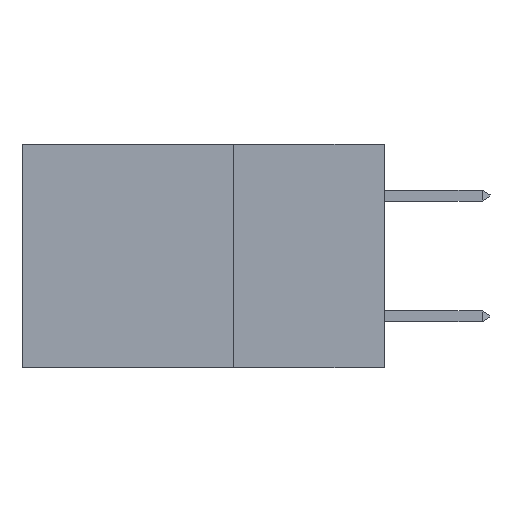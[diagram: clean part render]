
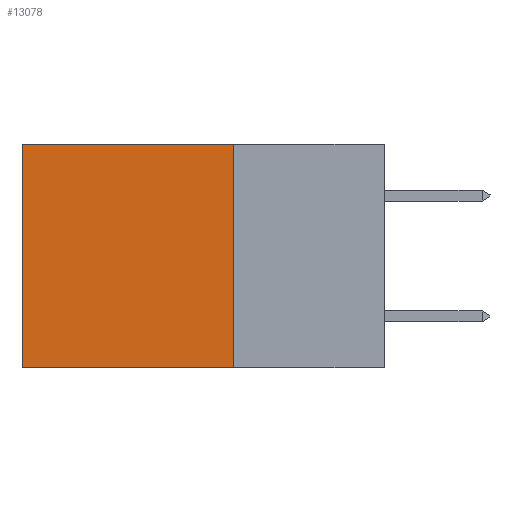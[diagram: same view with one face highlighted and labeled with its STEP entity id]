
A CAD part, left-side view. The second image highlights one B-rep face of the part: STEP entity #13078.
In plain terms, the highlighted planar face has unit normal (-1, 0, 0).
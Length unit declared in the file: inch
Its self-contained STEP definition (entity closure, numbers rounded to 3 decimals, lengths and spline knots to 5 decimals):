
#239 = DIRECTION ( 'NONE',  ( 0., 0., -1. ) ) ;
#621 = CARTESIAN_POINT ( 'NONE',  ( 0.2875, 0.25, 0. ) ) ;
#1638 = VECTOR ( 'NONE', #239, 39.37008 ) ;
#3753 = FACE_OUTER_BOUND ( 'NONE', #16502, .T. ) ;
#4480 = VERTEX_POINT ( 'NONE', #8479 ) ;
#5437 = LINE ( 'NONE', #18992, #14051 ) ;
#5686 = VERTEX_POINT ( 'NONE', #23456 ) ;
#8479 = CARTESIAN_POINT ( 'NONE',  ( 0.2875, 0.6, 0. ) ) ;
#13078 = ADVANCED_FACE ( 'NONE', ( #3753 ), #38068, .F. ) ;
#13196 = VECTOR ( 'NONE', #30346, 39.37008 ) ;
#14051 = VECTOR ( 'NONE', #28095, 39.37008 ) ;
#14992 = LINE ( 'NONE', #621, #1638 ) ;
#15040 = CARTESIAN_POINT ( 'NONE',  ( 0.2875, 0.25, -0.37 ) ) ;
#16502 = EDGE_LOOP ( 'NONE', ( #22889, #22973, #33781, #36426 ) ) ;
#16691 = EDGE_CURVE ( 'NONE', #17309, #5686, #5437, .T. ) ;
#17309 = VERTEX_POINT ( 'NONE', #15040 ) ;
#18517 = EDGE_CURVE ( 'NONE', #21630, #4480, #29018, .T. ) ;
#18992 = CARTESIAN_POINT ( 'NONE',  ( 0.2875, 0.25, -0.37 ) ) ;
#19007 = CARTESIAN_POINT ( 'NONE',  ( 0.2875, 0.25, 0. ) ) ;
#21630 = VERTEX_POINT ( 'NONE', #22830 ) ;
#22830 = CARTESIAN_POINT ( 'NONE',  ( 0.2875, 0.25, 0. ) ) ;
#22889 = ORIENTED_EDGE ( 'NONE', *, *, #25712, .T. ) ;
#22973 = ORIENTED_EDGE ( 'NONE', *, *, #16691, .F. ) ;
#23456 = CARTESIAN_POINT ( 'NONE',  ( 0.2875, 0.6, -0.37 ) ) ;
#24269 = LINE ( 'NONE', #26900, #13196 ) ;
#25712 = EDGE_CURVE ( 'NONE', #4480, #5686, #24269, .T. ) ;
#26153 = VECTOR ( 'NONE', #30246, 39.37008 ) ;
#26900 = CARTESIAN_POINT ( 'NONE',  ( 0.2875, 0.6, 0. ) ) ;
#28095 = DIRECTION ( 'NONE',  ( 0., 1., 0. ) ) ;
#29018 = LINE ( 'NONE', #39238, #26153 ) ;
#29833 = DIRECTION ( 'NONE',  ( 1., 0., 0. ) ) ;
#30246 = DIRECTION ( 'NONE',  ( 0., 1., 0. ) ) ;
#30346 = DIRECTION ( 'NONE',  ( 0., 0., -1. ) ) ;
#30828 = AXIS2_PLACEMENT_3D ( 'NONE', #19007, #29833, #38608 ) ;
#33781 = ORIENTED_EDGE ( 'NONE', *, *, #39461, .F. ) ;
#36426 = ORIENTED_EDGE ( 'NONE', *, *, #18517, .T. ) ;
#38068 = PLANE ( 'NONE',  #30828 ) ;
#38608 = DIRECTION ( 'NONE',  ( 0., 0., -1. ) ) ;
#39238 = CARTESIAN_POINT ( 'NONE',  ( 0.2875, 0.25, 0. ) ) ;
#39461 = EDGE_CURVE ( 'NONE', #21630, #17309, #14992, .T. ) ;
